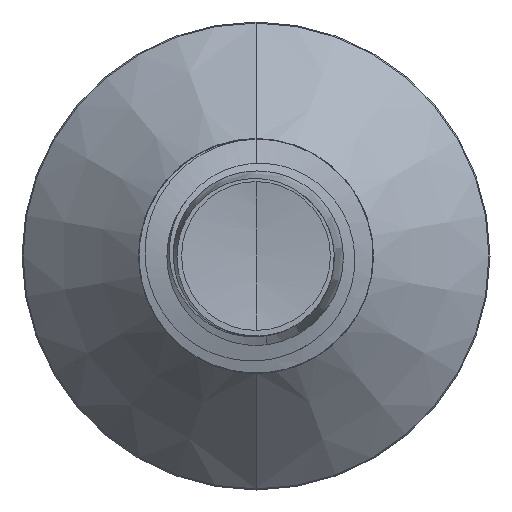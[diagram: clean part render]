
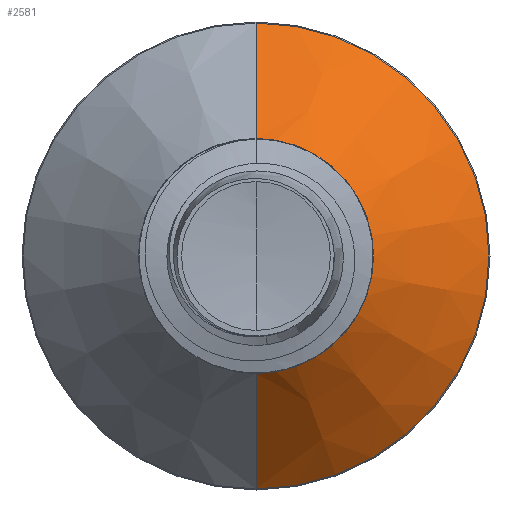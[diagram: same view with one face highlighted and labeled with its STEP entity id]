
A CAD part, front view. The second image highlights one B-rep face of the part: STEP entity #2581.
In plain terms, the highlighted conical face has half-angle 45 degrees and reference radius 1.256 mm.
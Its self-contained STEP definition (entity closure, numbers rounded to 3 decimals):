
#171 = DIRECTION ( 'NONE',  ( 0., 1., 0. ) ) ;
#283 = VERTEX_POINT ( 'NONE', #9575 ) ;
#286 = DIRECTION ( 'NONE',  ( 0., 0., 1. ) ) ;
#1141 = EDGE_LOOP ( 'NONE', ( #7527, #8107, #3311, #5555 ) ) ;
#1352 = CARTESIAN_POINT ( 'NONE',  ( 0., 2.706, 1.256 ) ) ;
#2383 = CARTESIAN_POINT ( 'NONE',  ( 0., 2.706, 0. ) ) ;
#2427 = DIRECTION ( 'NONE',  ( 0., 0.707, 0.707 ) ) ;
#2581 = ADVANCED_FACE ( 'NONE', ( #8310 ), #7692, .T. ) ;
#3091 = CARTESIAN_POINT ( 'NONE',  ( 0., 2.706, 1.256 ) ) ;
#3311 = ORIENTED_EDGE ( 'NONE', *, *, #5110, .F. ) ;
#3674 = CARTESIAN_POINT ( 'NONE',  ( 0., 2.706, -1.256 ) ) ;
#4450 = DIRECTION ( 'NONE',  ( 0., 1., 0. ) ) ;
#4669 = CARTESIAN_POINT ( 'NONE',  ( 0., 2.706, 0. ) ) ;
#5110 = EDGE_CURVE ( 'NONE', #283, #5874, #8943, .T. ) ;
#5146 = AXIS2_PLACEMENT_3D ( 'NONE', #4669, #11713, #5702 ) ;
#5493 = CARTESIAN_POINT ( 'NONE',  ( 0., 3.939, -2.489 ) ) ;
#5555 = ORIENTED_EDGE ( 'NONE', *, *, #11944, .F. ) ;
#5702 = DIRECTION ( 'NONE',  ( 0., 0., 1. ) ) ;
#5761 = LINE ( 'NONE', #1352, #8453 ) ;
#5874 = VERTEX_POINT ( 'NONE', #5493 ) ;
#6361 = CARTESIAN_POINT ( 'NONE',  ( 0., 3.939, 0. ) ) ;
#7031 = CIRCLE ( 'NONE', #5146, 1.256 ) ;
#7394 = DIRECTION ( 'NONE',  ( 0., 0., 1. ) ) ;
#7527 = ORIENTED_EDGE ( 'NONE', *, *, #11534, .T. ) ;
#7692 = CONICAL_SURFACE ( 'NONE', #8554, 1.256, 0.785 ) ;
#8107 = ORIENTED_EDGE ( 'NONE', *, *, #8204, .T. ) ;
#8204 = EDGE_CURVE ( 'NONE', #10140, #5874, #12178, .T. ) ;
#8310 = FACE_OUTER_BOUND ( 'NONE', #1141, .T. ) ;
#8453 = VECTOR ( 'NONE', #2427, 1000. ) ;
#8554 = AXIS2_PLACEMENT_3D ( 'NONE', #2383, #4450, #286 ) ;
#8943 = CIRCLE ( 'NONE', #12044, 2.489 ) ;
#9557 = VECTOR ( 'NONE', #12676, 1000. ) ;
#9575 = CARTESIAN_POINT ( 'NONE',  ( 0., 3.939, 2.489 ) ) ;
#9797 = VERTEX_POINT ( 'NONE', #3091 ) ;
#10140 = VERTEX_POINT ( 'NONE', #3674 ) ;
#11534 = EDGE_CURVE ( 'NONE', #9797, #10140, #7031, .T. ) ;
#11680 = CARTESIAN_POINT ( 'NONE',  ( 0., 2.706, -1.256 ) ) ;
#11713 = DIRECTION ( 'NONE',  ( 0., 1., 0. ) ) ;
#11944 = EDGE_CURVE ( 'NONE', #9797, #283, #5761, .T. ) ;
#12044 = AXIS2_PLACEMENT_3D ( 'NONE', #6361, #171, #7394 ) ;
#12178 = LINE ( 'NONE', #11680, #9557 ) ;
#12676 = DIRECTION ( 'NONE',  ( 0., 0.707, -0.707 ) ) ;
